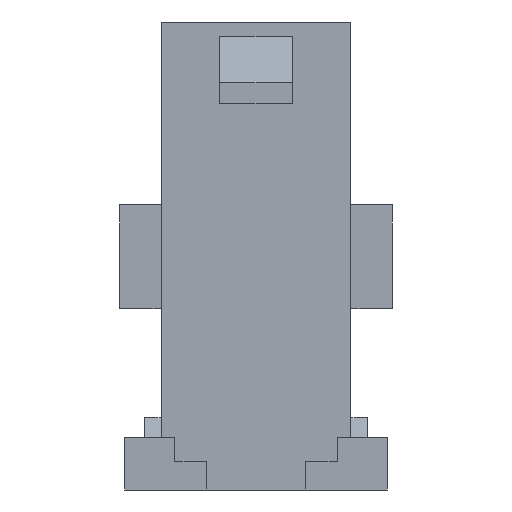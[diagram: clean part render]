
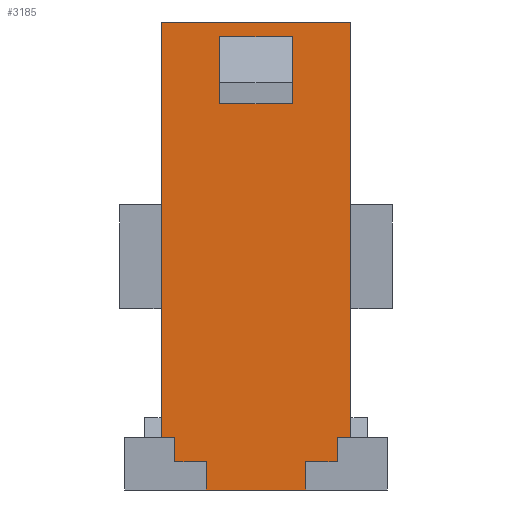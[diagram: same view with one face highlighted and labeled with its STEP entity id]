
A CAD part, front view. The second image highlights one B-rep face of the part: STEP entity #3185.
In plain terms, the highlighted planar face has unit normal (0, -1, 0).
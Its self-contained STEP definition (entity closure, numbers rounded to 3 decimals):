
#117=DIRECTION('',(-1.,0.,0.));
#118=VECTOR('',#117,3.6);
#119=CARTESIAN_POINT('',(9.725,-3.86,-16.89));
#120=LINE('',#119,#118);
#149=DIRECTION('',(0.,0.,-1.));
#150=VECTOR('',#149,14.99);
#151=CARTESIAN_POINT('',(11.35,-3.86,0.));
#152=LINE('',#151,#150);
#893=DIRECTION('',(1.,0.,0.));
#894=VECTOR('',#893,0.5);
#895=CARTESIAN_POINT('',(10.85,-3.86,-14.99));
#896=LINE('',#895,#894);
#897=DIRECTION('',(0.,0.,1.));
#898=VECTOR('',#897,0.88);
#899=CARTESIAN_POINT('',(10.85,-3.86,-15.87));
#900=LINE('',#899,#898);
#901=DIRECTION('',(0.,0.,1.));
#902=VECTOR('',#901,1.02);
#903=CARTESIAN_POINT('',(9.725,-3.86,-16.89));
#904=LINE('',#903,#902);
#905=DIRECTION('',(0.,0.,-1.));
#906=VECTOR('',#905,1.02);
#907=CARTESIAN_POINT('',(6.125,-3.86,-15.87));
#908=LINE('',#907,#906);
#909=DIRECTION('',(1.,0.,0.));
#910=VECTOR('',#909,1.125);
#911=CARTESIAN_POINT('',(5.,-3.86,-15.87));
#912=LINE('',#911,#910);
#913=DIRECTION('',(1.,0.,0.));
#914=VECTOR('',#913,0.5);
#915=CARTESIAN_POINT('',(4.5,-3.86,-14.99));
#916=LINE('',#915,#914);
#917=DIRECTION('',(0.,0.,-1.));
#918=VECTOR('',#917,14.99);
#919=CARTESIAN_POINT('',(4.5,-3.86,0.));
#920=LINE('',#919,#918);
#921=DIRECTION('',(-1.,0.,0.));
#922=VECTOR('',#921,6.85);
#923=CARTESIAN_POINT('',(11.35,-3.86,0.));
#924=LINE('',#923,#922);
#925=DIRECTION('',(0.,0.,1.));
#926=VECTOR('',#925,2.263);
#927=CARTESIAN_POINT('',(6.625,-3.86,-2.803));
#928=LINE('',#927,#926);
#929=DIRECTION('',(-1.,0.,0.));
#930=VECTOR('',#929,2.6);
#931=CARTESIAN_POINT('',(9.225,-3.86,-2.803));
#932=LINE('',#931,#930);
#973=DIRECTION('',(-1.,0.,0.));
#974=VECTOR('',#973,1.125);
#975=CARTESIAN_POINT('',(10.85,-3.86,-15.87));
#976=LINE('',#975,#974);
#1053=DIRECTION('',(0.,0.,1.));
#1054=VECTOR('',#1053,0.88);
#1055=CARTESIAN_POINT('',(5.,-3.86,-15.87));
#1056=LINE('',#1055,#1054);
#1105=DIRECTION('',(-1.,0.,0.));
#1106=VECTOR('',#1105,2.6);
#1107=CARTESIAN_POINT('',(9.225,-3.86,-0.54));
#1108=LINE('',#1107,#1106);
#1113=DIRECTION('',(0.,0.,1.));
#1114=VECTOR('',#1113,2.263);
#1115=CARTESIAN_POINT('',(9.225,-3.86,-2.803));
#1116=LINE('',#1115,#1114);
#1425=CARTESIAN_POINT('',(4.5,-3.86,-14.99));
#1426=VERTEX_POINT('',#1425);
#1427=CARTESIAN_POINT('',(4.5,-3.86,0.));
#1428=VERTEX_POINT('',#1427);
#1433=CARTESIAN_POINT('',(11.35,-3.86,0.));
#1434=VERTEX_POINT('',#1433);
#1435=CARTESIAN_POINT('',(11.35,-3.86,-14.99));
#1436=VERTEX_POINT('',#1435);
#1447=CARTESIAN_POINT('',(5.,-3.86,-14.99));
#1448=VERTEX_POINT('',#1447);
#1449=CARTESIAN_POINT('',(5.,-3.86,-15.87));
#1450=VERTEX_POINT('',#1449);
#1451=CARTESIAN_POINT('',(6.125,-3.86,-15.87));
#1452=VERTEX_POINT('',#1451);
#1453=CARTESIAN_POINT('',(6.125,-3.86,-16.89));
#1454=VERTEX_POINT('',#1453);
#1455=CARTESIAN_POINT('',(9.725,-3.86,-16.89));
#1456=VERTEX_POINT('',#1455);
#1457=CARTESIAN_POINT('',(9.725,-3.86,-15.87));
#1458=VERTEX_POINT('',#1457);
#1459=CARTESIAN_POINT('',(10.85,-3.86,-15.87));
#1460=VERTEX_POINT('',#1459);
#1461=CARTESIAN_POINT('',(10.85,-3.86,-14.99));
#1462=VERTEX_POINT('',#1461);
#1463=CARTESIAN_POINT('',(9.225,-3.86,-0.54));
#1464=CARTESIAN_POINT('',(6.625,-3.86,-0.54));
#1465=VERTEX_POINT('',#1463);
#1466=VERTEX_POINT('',#1464);
#1467=CARTESIAN_POINT('',(9.225,-3.86,-2.803));
#1468=VERTEX_POINT('',#1467);
#1469=CARTESIAN_POINT('',(6.625,-3.86,-2.803));
#1470=VERTEX_POINT('',#1469);
#3148=CARTESIAN_POINT('',(-4.5,-3.86,-16.89));
#3149=DIRECTION('',(0.,-1.,0.));
#3150=DIRECTION('',(1.,0.,0.));
#3151=AXIS2_PLACEMENT_3D('',#3148,#3149,#3150);
#3152=PLANE('',#3151);
#3153=ORIENTED_EDGE('',*,*,#2040,.T.);
#3155=ORIENTED_EDGE('',*,*,#3154,.F.);
#3157=ORIENTED_EDGE('',*,*,#3156,.F.);
#3159=ORIENTED_EDGE('',*,*,#3158,.T.);
#3161=ORIENTED_EDGE('',*,*,#3160,.F.);
#3162=ORIENTED_EDGE('',*,*,#2004,.T.);
#3164=ORIENTED_EDGE('',*,*,#3163,.F.);
#3166=ORIENTED_EDGE('',*,*,#3165,.F.);
#3168=ORIENTED_EDGE('',*,*,#3167,.T.);
#3170=ORIENTED_EDGE('',*,*,#3169,.F.);
#3171=ORIENTED_EDGE('',*,*,#3133,.F.);
#3172=ORIENTED_EDGE('',*,*,#3098,.F.);
#3173=EDGE_LOOP('',(#3153,#3155,#3157,#3159,#3161,#3162,#3164,#3166,#3168,#3170,
#3171,#3172));
#3174=FACE_OUTER_BOUND('',#3173,.F.);
#3176=ORIENTED_EDGE('',*,*,#3175,.T.);
#3178=ORIENTED_EDGE('',*,*,#3177,.F.);
#3180=ORIENTED_EDGE('',*,*,#3179,.F.);
#3182=ORIENTED_EDGE('',*,*,#3181,.T.);
#3183=EDGE_LOOP('',(#3176,#3178,#3180,#3182));
#3184=FACE_BOUND('',#3183,.F.);
#3185=ADVANCED_FACE('',(#3174,#3184),#3152,.T.);
#2004=EDGE_CURVE('',#1456,#1454,#120,.T.);
#2040=EDGE_CURVE('',#1434,#1436,#152,.T.);
#3098=EDGE_CURVE('',#1434,#1428,#924,.T.);
#3133=EDGE_CURVE('',#1428,#1426,#920,.T.);
#3154=EDGE_CURVE('',#1462,#1436,#896,.T.);
#3156=EDGE_CURVE('',#1460,#1462,#900,.T.);
#3158=EDGE_CURVE('',#1460,#1458,#976,.T.);
#3160=EDGE_CURVE('',#1456,#1458,#904,.T.);
#3163=EDGE_CURVE('',#1452,#1454,#908,.T.);
#3165=EDGE_CURVE('',#1450,#1452,#912,.T.);
#3167=EDGE_CURVE('',#1450,#1448,#1056,.T.);
#3169=EDGE_CURVE('',#1426,#1448,#916,.T.);
#3175=EDGE_CURVE('',#1465,#1466,#1108,.T.);
#3177=EDGE_CURVE('',#1470,#1466,#928,.T.);
#3179=EDGE_CURVE('',#1468,#1470,#932,.T.);
#3181=EDGE_CURVE('',#1468,#1465,#1116,.T.);
